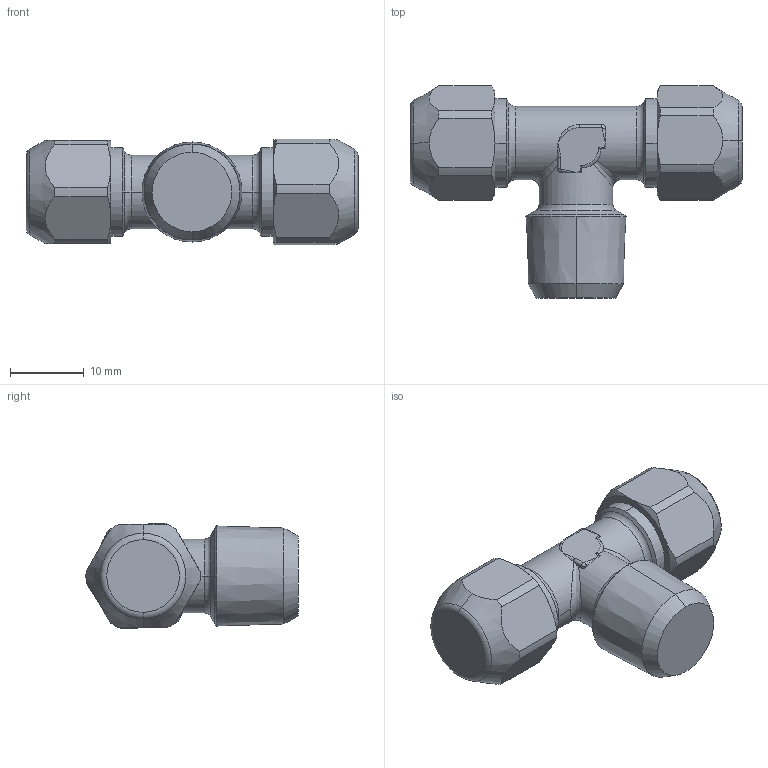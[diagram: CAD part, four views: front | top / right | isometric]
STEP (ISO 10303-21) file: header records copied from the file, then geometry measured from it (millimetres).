
FILE_DESCRIPTION (( 'STEP AP214' ), '1' );
FILE_NAME ('6120000006A.step', '2012-10-16T17:30:47', ( '' ), ( '' ), 'SwSTEP 2.0', 'SolidWorks 2012', '' );
FILE_SCHEMA (( 'AUTOMOTIVE_DESIGN' ));
Length unit declared in the file: millimetre
Products named in the file (1): 6120000006A
Bounding box: 45 x 28.75 x 14.35 mm (x, y, z)
Volume: 7458.1 mm3; surface area: 2821.4 mm2
Topology: 1 solids, 1 shells, 129 faces, 331 edges, 194 vertices
Faces by surface type: cylinder 40, plane 27, cone 26, torus 20, bspline 16
Entity records: 4452 total; most frequent: CARTESIAN_POINT 1510, ORIENTED_EDGE 638, DIRECTION 597, EDGE_CURVE 319, AXIS2_PLACEMENT_3D 256, VERTEX_POINT 194, CIRCLE 142, EDGE_LOOP 131
